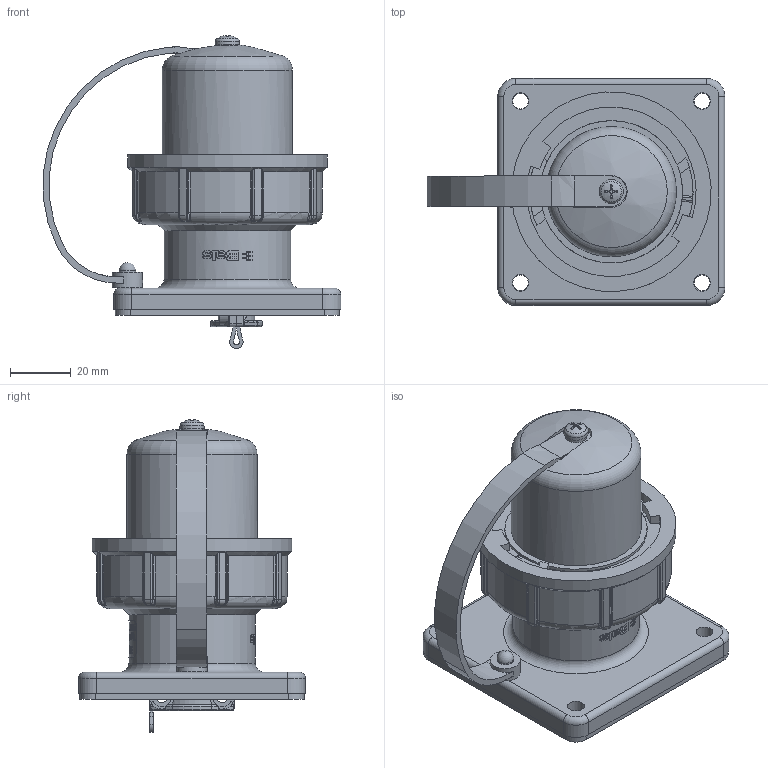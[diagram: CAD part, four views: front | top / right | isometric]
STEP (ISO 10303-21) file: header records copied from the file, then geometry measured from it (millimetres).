
FILE_DESCRIPTION(/* description */ (''),/* implementation_level */ '2;1');
FILE_NAME(/* name */ '754.stp',/* time_stamp */ '2023-09-28T08:03:19+02:00',/* author */ ('mhost'),/* organization */ (''),/* preprocessor_version */ 'ST-DEVELOPER v17',/* originating_system */ 'Autodesk Inventor 2018',/* authorisation */ '');
FILE_SCHEMA (('AUTOMOTIVE_DESIGN { 1 0 10303 214 3 1 1 }'));
Length unit declared in the file: millimetre
Products named in the file (1): 754
Bounding box: 98.32 x 75 x 103.33 mm (x, y, z)
Volume: 162000.4 mm3; surface area: 44994.9 mm2
Topology: 1 solids, 1 shells, 1283 faces, 3395 edges, 2175 vertices
Faces by surface type: plane 576, cylinder 451, bspline 120, torus 69, cone 54, sphere 13
Full cylindrical faces by diameter (mm): 3.6 x1, 3.7 x4, 4 x1, 4.5 x2, 4.8 x3, 5.2 x4, 5.5 x5, 6.4 x2, 7 x1, 10 x1, 41.8 x1, 43 x1, 55.5 x1, 63 x1, 65 x1, 66 x1
Entity records: 46994 total; most frequent: CARTESIAN_POINT 14498, ORIENTED_EDGE 6748, DIRECTION 6238, EDGE_CURVE 3374, AXIS2_PLACEMENT_3D 2312, VERTEX_POINT 2175, LINE 1614, VECTOR 1614
